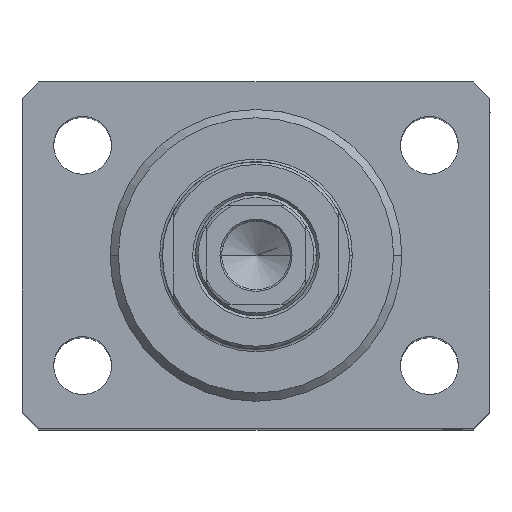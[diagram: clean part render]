
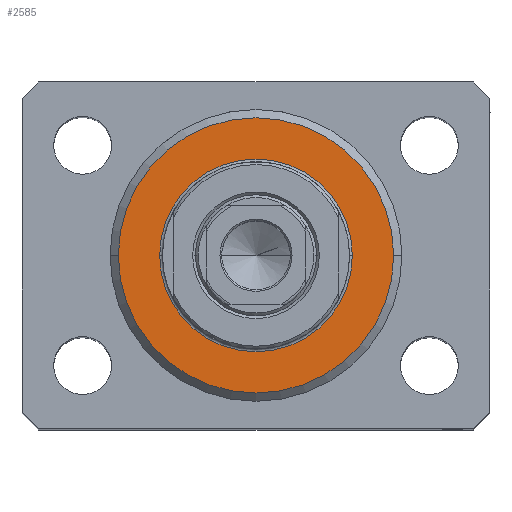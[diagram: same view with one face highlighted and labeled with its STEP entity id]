
A CAD part, top view. The second image highlights one B-rep face of the part: STEP entity #2585.
In plain terms, the highlighted face is planar.
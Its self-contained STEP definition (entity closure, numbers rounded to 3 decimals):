
#644 = FACE_BOUND ( 'NONE', #17295, .T. ) ;
#787 = CARTESIAN_POINT ( 'NONE',  ( -25., 0., 0. ) ) ;
#1025 = VERTEX_POINT ( 'NONE', #37915 ) ;
#1105 = FACE_OUTER_BOUND ( 'NONE', #41679, .T. ) ;
#2585 = ADVANCED_FACE ( 'NONE', ( #644, #1105 ), #31761, .F. ) ;
#2727 = DIRECTION ( 'NONE',  ( 1., 0., 0. ) ) ;
#3531 = CARTESIAN_POINT ( 'NONE',  ( 25., 0., 0. ) ) ;
#5051 = CARTESIAN_POINT ( 'NONE',  ( 0., 0., 0. ) ) ;
#6611 = CIRCLE ( 'NONE', #7317, 17.5 ) ;
#6679 = AXIS2_PLACEMENT_3D ( 'NONE', #14179, #28153, #14631 ) ;
#7317 = AXIS2_PLACEMENT_3D ( 'NONE', #5051, #22617, #18789 ) ;
#9548 = ORIENTED_EDGE ( 'NONE', *, *, #15119, .T. ) ;
#10104 = DIRECTION ( 'NONE',  ( 1., 0., 0. ) ) ;
#10110 = CIRCLE ( 'NONE', #26637, 25. ) ;
#13682 = AXIS2_PLACEMENT_3D ( 'NONE', #19867, #33620, #2727 ) ;
#14179 = CARTESIAN_POINT ( 'NONE',  ( 0., 0., 0. ) ) ;
#14631 = DIRECTION ( 'NONE',  ( 1., 0., 0. ) ) ;
#14958 = ORIENTED_EDGE ( 'NONE', *, *, #23867, .T. ) ;
#15119 = EDGE_CURVE ( 'NONE', #24960, #33942, #10110, .T. ) ;
#15419 = EDGE_CURVE ( 'NONE', #33659, #1025, #38185, .T. ) ;
#15460 = ORIENTED_EDGE ( 'NONE', *, *, #18712, .T. ) ;
#17295 = EDGE_LOOP ( 'NONE', ( #29425, #15460 ) ) ;
#18712 = EDGE_CURVE ( 'NONE', #1025, #33659, #6611, .T. ) ;
#18789 = DIRECTION ( 'NONE',  ( 1., 0., 0. ) ) ;
#19867 = CARTESIAN_POINT ( 'NONE',  ( 0., 0., 0. ) ) ;
#20246 = DIRECTION ( 'NONE',  ( 0., 0., -1. ) ) ;
#21816 = AXIS2_PLACEMENT_3D ( 'NONE', #44359, #33545, #23832 ) ;
#22617 = DIRECTION ( 'NONE',  ( 0., 0., 1. ) ) ;
#23832 = DIRECTION ( 'NONE',  ( 1., 0., 0. ) ) ;
#23867 = EDGE_CURVE ( 'NONE', #33942, #24960, #34763, .T. ) ;
#24960 = VERTEX_POINT ( 'NONE', #787 ) ;
#26637 = AXIS2_PLACEMENT_3D ( 'NONE', #37180, #20246, #10104 ) ;
#28153 = DIRECTION ( 'NONE',  ( 0., 0., 1. ) ) ;
#29425 = ORIENTED_EDGE ( 'NONE', *, *, #15419, .T. ) ;
#31761 = PLANE ( 'NONE',  #6679 ) ;
#33545 = DIRECTION ( 'NONE',  ( 0., 0., -1. ) ) ;
#33620 = DIRECTION ( 'NONE',  ( 0., 0., 1. ) ) ;
#33659 = VERTEX_POINT ( 'NONE', #41185 ) ;
#33942 = VERTEX_POINT ( 'NONE', #3531 ) ;
#34763 = CIRCLE ( 'NONE', #21816, 25. ) ;
#37180 = CARTESIAN_POINT ( 'NONE',  ( 0., 0., 0. ) ) ;
#37915 = CARTESIAN_POINT ( 'NONE',  ( -17.5, 0., 0. ) ) ;
#38185 = CIRCLE ( 'NONE', #13682, 17.5 ) ;
#41185 = CARTESIAN_POINT ( 'NONE',  ( 17.5, 0., 0. ) ) ;
#41679 = EDGE_LOOP ( 'NONE', ( #14958, #9548 ) ) ;
#44359 = CARTESIAN_POINT ( 'NONE',  ( 0., 0., 0. ) ) ;
